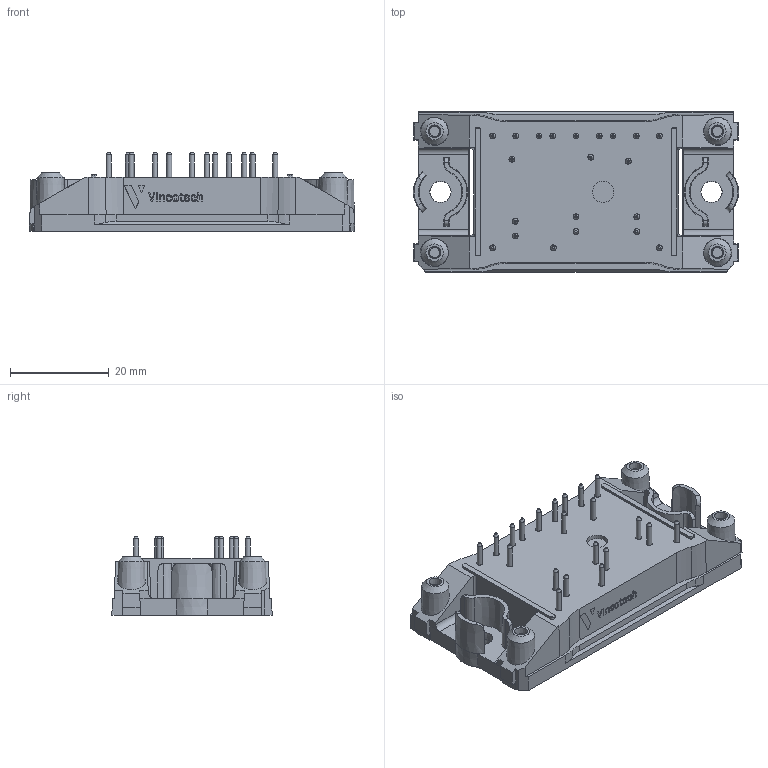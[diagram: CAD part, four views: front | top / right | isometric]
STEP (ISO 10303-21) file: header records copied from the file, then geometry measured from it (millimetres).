
FILE_DESCRIPTION(/* description */ ('Unknown'),/* implementation_level */ '2;1');
FILE_NAME(/* name */ 'Flow0-4T12WA-PF00(210)-01-OL',/* time_stamp */ '2022-06-13T10:57:28+02:00',/* author */ ('Unknown'),/* organization */ ('Unknown'),/* preprocessor_version */ 'ST-DEVELOPER v16.7',/* originating_system */ 'Solid Edge',/* authorisation */ 'Unknown');
FILE_SCHEMA (('AUTOMOTIVE_DESIGN {1 0 10303 214 3 1 1}'));
Length unit declared in the file: millimetre
Products named in the file (1): Flow0-4T12WA-PF00-OL
Bounding box: 66 x 32.5 x 16.23 mm (x, y, z)
Volume: 17137.5 mm3; surface area: 9093.6 mm2
Topology: 12 solids, 12 shells, 527 faces, 1310 edges, 868 vertices
Faces by surface type: plane 299, cylinder 93, bspline 76, cone 59
Full cylindrical faces by diameter (mm): 1 x21, 1.2 x21, 4.3 x1
Entity records: 18609 total; most frequent: CARTESIAN_POINT 4284, ORIENTED_EDGE 2390, DIRECTION 2202, EDGE_CURVE 1195, VERTEX_POINT 837, LINE 748, VECTOR 748, AXIS2_PLACEMENT_3D 727
